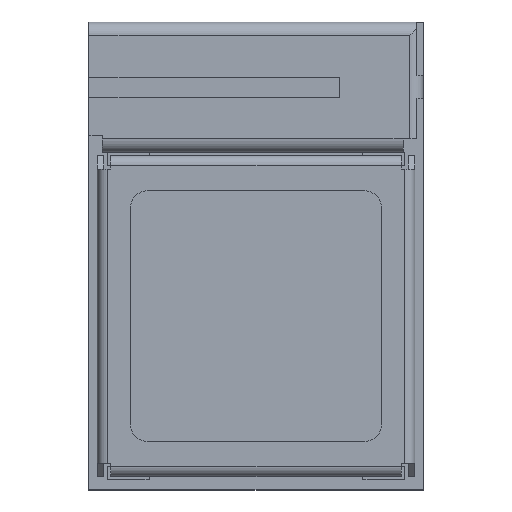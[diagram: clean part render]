
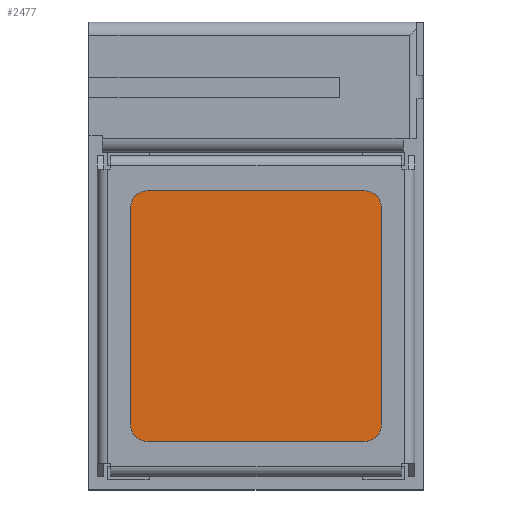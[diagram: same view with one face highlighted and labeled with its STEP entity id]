
A CAD part, top view. The second image highlights one B-rep face of the part: STEP entity #2477.
In plain terms, the highlighted planar face has unit normal (0, 0, 1).
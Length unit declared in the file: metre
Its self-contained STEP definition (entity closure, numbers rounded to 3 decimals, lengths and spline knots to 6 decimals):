
#2477=ADVANCED_FACE('',(#4087),#4088,.T.);
#4087=FACE_OUTER_BOUND('',#5380,.T.);
#4088=PLANE('',#5381);
#5380=EDGE_LOOP('',(#7782,#7783,#7784,#7785,#7786,#7787,#7788,#7789));
#5381=AXIS2_PLACEMENT_3D('',#7790,#7791,#7792);
#7782=ORIENTED_EDGE('',*,*,#9413,.T.);
#7783=ORIENTED_EDGE('',*,*,#9578,.T.);
#7784=ORIENTED_EDGE('',*,*,#9579,.T.);
#7785=ORIENTED_EDGE('',*,*,#8636,.T.);
#7786=ORIENTED_EDGE('',*,*,#9148,.T.);
#7787=ORIENTED_EDGE('',*,*,#9367,.T.);
#7788=ORIENTED_EDGE('',*,*,#9416,.T.);
#7789=ORIENTED_EDGE('',*,*,#8978,.T.);
#7790=CARTESIAN_POINT('',(-0.00658,-0.00244,-0.000664));
#7791=DIRECTION('',(0.,0.,1.));
#7792=DIRECTION('',(1.,0.,0.));
#8636=EDGE_CURVE('',#9769,#9770,#9771,.T.);
#8978=EDGE_CURVE('',#10363,#10364,#10365,.T.);
#9148=EDGE_CURVE('',#9770,#10619,#10621,.T.);
#9367=EDGE_CURVE('',#10619,#10930,#10931,.T.);
#9413=EDGE_CURVE('',#10364,#10992,#10994,.T.);
#9416=EDGE_CURVE('',#10930,#10363,#10997,.T.);
#9578=EDGE_CURVE('',#10992,#11197,#11198,.T.);
#9579=EDGE_CURVE('',#11197,#9769,#11199,.T.);
#9769=VERTEX_POINT('',#11416);
#9770=VERTEX_POINT('',#11417);
#9771=CIRCLE('',#11418,0.0005);
#10363=VERTEX_POINT('',#12233);
#10364=VERTEX_POINT('',#12234);
#10365=CIRCLE('',#12235,0.0005);
#10619=VERTEX_POINT('',#12604);
#10621=LINE('',#12607,#12608);
#10930=VERTEX_POINT('',#13053);
#10931=CIRCLE('',#13054,0.0005);
#10992=VERTEX_POINT('',#13144);
#10994=LINE('',#13147,#13148);
#10997=LINE('',#13151,#13152);
#11197=VERTEX_POINT('',#13440);
#11198=CIRCLE('',#13441,0.0005);
#11199=LINE('',#13442,#13443);
#11416=CARTESIAN_POINT('',(-0.00658,-0.00194,-0.000664));
#11417=CARTESIAN_POINT('',(-0.00608,-0.00244,-0.000664));
#11418=AXIS2_PLACEMENT_3D('',#13692,#13693,#13694);
#12233=CARTESIAN_POINT('',(0.00092,0.00456,-0.000664));
#12234=CARTESIAN_POINT('',(0.00042,0.00506,-0.000664));
#12235=AXIS2_PLACEMENT_3D('',#14092,#14093,#14094);
#12604=CARTESIAN_POINT('',(0.00042,-0.00244,-0.000664));
#12607=CARTESIAN_POINT('',(-0.00658,-0.00244,-0.000664));
#12608=VECTOR('',#14244,1.);
#13053=CARTESIAN_POINT('',(0.00092,-0.00194,-0.000664));
#13054=AXIS2_PLACEMENT_3D('',#14429,#14430,#14431);
#13144=CARTESIAN_POINT('',(-0.00608,0.00506,-0.000664));
#13147=CARTESIAN_POINT('',(0.00092,0.00506,-0.000664));
#13148=VECTOR('',#14465,1.);
#13151=CARTESIAN_POINT('',(0.00092,-0.00244,-0.000664));
#13152=VECTOR('',#14466,1.);
#13440=CARTESIAN_POINT('',(-0.00658,0.00456,-0.000664));
#13441=AXIS2_PLACEMENT_3D('',#14600,#14601,#14602);
#13442=CARTESIAN_POINT('',(-0.00658,0.00506,-0.000664));
#13443=VECTOR('',#14603,1.);
#13692=CARTESIAN_POINT('',(-0.00608,-0.00194,-0.000664));
#13693=DIRECTION('',(0.,0.,1.));
#13694=DIRECTION('',(1.,0.,0.));
#14092=CARTESIAN_POINT('',(0.00042,0.00456,-0.000664));
#14093=DIRECTION('',(0.,0.,1.));
#14094=DIRECTION('',(1.,0.,0.));
#14244=DIRECTION('',(1.,0.,0.));
#14429=CARTESIAN_POINT('',(0.00042,-0.00194,-0.000664));
#14430=DIRECTION('',(0.,0.,1.));
#14431=DIRECTION('',(1.,0.,0.));
#14465=DIRECTION('',(-1.,0.,0.));
#14466=DIRECTION('',(0.,1.,0.));
#14600=CARTESIAN_POINT('',(-0.00608,0.00456,-0.000664));
#14601=DIRECTION('',(0.,0.,1.));
#14602=DIRECTION('',(1.,0.,0.));
#14603=DIRECTION('',(0.,-1.,0.));
